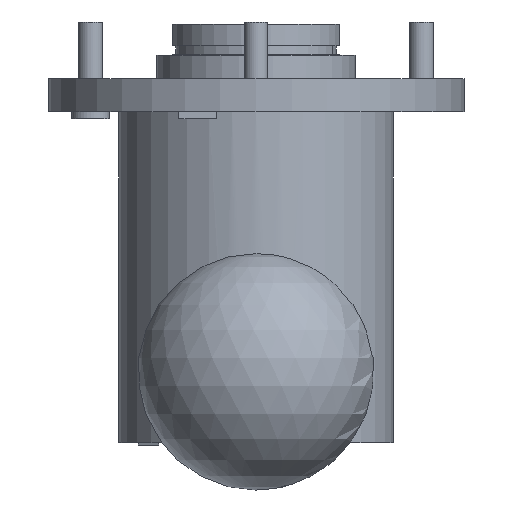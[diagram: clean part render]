
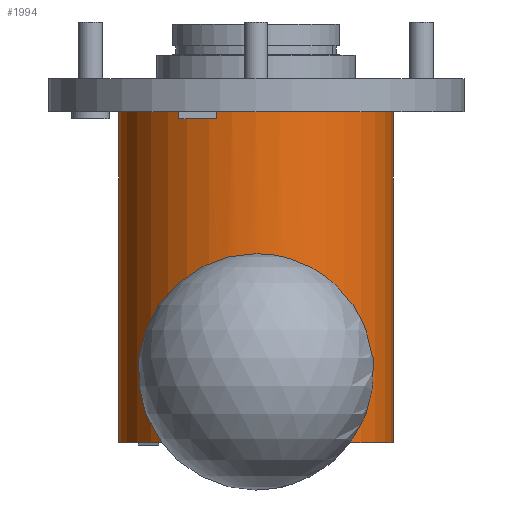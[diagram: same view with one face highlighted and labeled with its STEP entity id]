
A CAD part, left-side view. The second image highlights one B-rep face of the part: STEP entity #1994.
In plain terms, the highlighted cylindrical face has radius 29 mm (diameter 58 mm), a full revolution.
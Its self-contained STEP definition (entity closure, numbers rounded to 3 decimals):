
#51=FACE_BOUND('',#348,.T.);
#52=FACE_BOUND('',#349,.T.);
#53=FACE_BOUND('',#350,.T.);
#86=B_SPLINE_CURVE_WITH_KNOTS('',3,(#2765,#2766,#2767,#2768,#2769,#2770,
#2771,#2772,#2773,#2774,#2775,#2776,#2777,#2778,#2779,#2780,#2781,#2782,
#2783,#2784,#2785,#2786,#2787,#2788,#2789,#2790,#2791,#2792,#2793,#2794,
#2795,#2796,#2797,#2798),.UNSPECIFIED.,.T.,.F.,(4,2,2,2,2,2,2,2,2,2,2,2,
2,2,2,2,4),(0.,0.265,0.53,0.794,1.059,
1.324,1.589,1.854,2.118,2.383,
2.648,2.913,3.178,3.443,3.707,
3.972,4.237),.UNSPECIFIED.);
#87=B_SPLINE_CURVE_WITH_KNOTS('',3,(#2805,#2806,#2807,#2808,#2809,#2810,
#2811,#2812,#2813,#2814,#2815,#2816,#2817,#2818,#2819,#2820,#2821,#2822,
#2823,#2824,#2825,#2826,#2827,#2828,#2829,#2830,#2831,#2832,#2833,#2834,
#2835,#2836,#2837,#2838),.UNSPECIFIED.,.T.,.F.,(4,2,2,2,2,2,2,2,2,2,2,2,
2,2,2,2,4),(0.,0.265,0.53,0.794,1.059,
1.324,1.589,1.854,2.118,2.383,
2.648,2.913,3.178,3.443,3.707,
3.972,4.237),.UNSPECIFIED.);
#142=CIRCLE('',#2124,29.);
#143=CIRCLE('',#2125,29.);
#190=CYLINDRICAL_SURFACE('',#2123,29.);
#221=FACE_OUTER_BOUND('',#347,.T.);
#347=EDGE_LOOP('',(#1291));
#348=EDGE_LOOP('',(#1292));
#349=EDGE_LOOP('',(#1293));
#350=EDGE_LOOP('',(#1294));
#820=VERTEX_POINT('',#2764);
#822=VERTEX_POINT('',#2804);
#833=VERTEX_POINT('',#2892);
#834=VERTEX_POINT('',#2894);
#1005=EDGE_CURVE('',#820,#820,#86,.T.);
#1007=EDGE_CURVE('',#822,#822,#87,.T.);
#1018=EDGE_CURVE('',#833,#833,#142,.T.);
#1019=EDGE_CURVE('',#834,#834,#143,.T.);
#1291=ORIENTED_EDGE('',*,*,#1018,.F.);
#1292=ORIENTED_EDGE('',*,*,#1005,.T.);
#1293=ORIENTED_EDGE('',*,*,#1007,.T.);
#1294=ORIENTED_EDGE('',*,*,#1019,.F.);
#1994=ADVANCED_FACE('',(#221,#51,#52,#53),#190,.T.);
#2123=AXIS2_PLACEMENT_3D('',#2891,#2307,#2308);
#2124=AXIS2_PLACEMENT_3D('',#2893,#2309,#2310);
#2125=AXIS2_PLACEMENT_3D('',#2895,#2311,#2312);
#2307=DIRECTION('center_axis',(0.,0.,-1.));
#2308=DIRECTION('ref_axis',(1.,0.,0.));
#2309=DIRECTION('center_axis',(0.,0.,-1.));
#2310=DIRECTION('ref_axis',(1.,0.,0.));
#2311=DIRECTION('center_axis',(0.,0.,1.));
#2312=DIRECTION('ref_axis',(1.,0.,0.));
#2764=CARTESIAN_POINT('',(-28.142,-7.,-28.25));
#2765=CARTESIAN_POINT('Ctrl Pts',(-28.142,-7.,-28.25));
#2766=CARTESIAN_POINT('Ctrl Pts',(-28.142,-7.,-29.133));
#2767=CARTESIAN_POINT('Ctrl Pts',(-28.188,-6.823,-30.072));
#2768=CARTESIAN_POINT('Ctrl Pts',(-28.352,-6.107,-31.795));
#2769=CARTESIAN_POINT('Ctrl Pts',(-28.467,-5.569,-32.58));
#2770=CARTESIAN_POINT('Ctrl Pts',(-28.682,-4.33,-33.819));
#2771=CARTESIAN_POINT('Ctrl Pts',(-28.795,-3.545,-34.357));
#2772=CARTESIAN_POINT('Ctrl Pts',(-28.956,-1.822,-35.073));
#2773=CARTESIAN_POINT('Ctrl Pts',(-29.,-0.883,-35.25));
#2774=CARTESIAN_POINT('Ctrl Pts',(-29.,0.883,-35.25));
#2775=CARTESIAN_POINT('Ctrl Pts',(-28.956,1.822,-35.073));
#2776=CARTESIAN_POINT('Ctrl Pts',(-28.795,3.545,-34.357));
#2777=CARTESIAN_POINT('Ctrl Pts',(-28.682,4.33,-33.819));
#2778=CARTESIAN_POINT('Ctrl Pts',(-28.467,5.569,-32.58));
#2779=CARTESIAN_POINT('Ctrl Pts',(-28.352,6.107,-31.795));
#2780=CARTESIAN_POINT('Ctrl Pts',(-28.188,6.823,-30.072));
#2781=CARTESIAN_POINT('Ctrl Pts',(-28.142,7.,-29.133));
#2782=CARTESIAN_POINT('Ctrl Pts',(-28.142,7.,-27.367));
#2783=CARTESIAN_POINT('Ctrl Pts',(-28.188,6.823,-26.428));
#2784=CARTESIAN_POINT('Ctrl Pts',(-28.352,6.107,-24.705));
#2785=CARTESIAN_POINT('Ctrl Pts',(-28.467,5.569,-23.92));
#2786=CARTESIAN_POINT('Ctrl Pts',(-28.682,4.33,-22.681));
#2787=CARTESIAN_POINT('Ctrl Pts',(-28.795,3.545,-22.143));
#2788=CARTESIAN_POINT('Ctrl Pts',(-28.956,1.822,-21.427));
#2789=CARTESIAN_POINT('Ctrl Pts',(-29.,0.883,-21.25));
#2790=CARTESIAN_POINT('Ctrl Pts',(-29.,-0.883,-21.25));
#2791=CARTESIAN_POINT('Ctrl Pts',(-28.956,-1.822,-21.427));
#2792=CARTESIAN_POINT('Ctrl Pts',(-28.795,-3.545,-22.143));
#2793=CARTESIAN_POINT('Ctrl Pts',(-28.682,-4.33,-22.681));
#2794=CARTESIAN_POINT('Ctrl Pts',(-28.467,-5.569,-23.92));
#2795=CARTESIAN_POINT('Ctrl Pts',(-28.352,-6.107,-24.705));
#2796=CARTESIAN_POINT('Ctrl Pts',(-28.188,-6.823,-26.428));
#2797=CARTESIAN_POINT('Ctrl Pts',(-28.142,-7.,-27.367));
#2798=CARTESIAN_POINT('Ctrl Pts',(-28.142,-7.,-28.25));
#2804=CARTESIAN_POINT('',(28.142,-7.,-28.25));
#2805=CARTESIAN_POINT('Ctrl Pts',(28.142,-7.,-28.25));
#2806=CARTESIAN_POINT('Ctrl Pts',(28.142,-7.,-27.367));
#2807=CARTESIAN_POINT('Ctrl Pts',(28.188,-6.823,-26.428));
#2808=CARTESIAN_POINT('Ctrl Pts',(28.352,-6.107,-24.705));
#2809=CARTESIAN_POINT('Ctrl Pts',(28.467,-5.569,-23.92));
#2810=CARTESIAN_POINT('Ctrl Pts',(28.682,-4.33,-22.681));
#2811=CARTESIAN_POINT('Ctrl Pts',(28.795,-3.545,-22.143));
#2812=CARTESIAN_POINT('Ctrl Pts',(28.956,-1.822,-21.427));
#2813=CARTESIAN_POINT('Ctrl Pts',(29.,-0.883,-21.25));
#2814=CARTESIAN_POINT('Ctrl Pts',(29.,0.883,-21.25));
#2815=CARTESIAN_POINT('Ctrl Pts',(28.956,1.822,-21.427));
#2816=CARTESIAN_POINT('Ctrl Pts',(28.795,3.545,-22.143));
#2817=CARTESIAN_POINT('Ctrl Pts',(28.682,4.33,-22.681));
#2818=CARTESIAN_POINT('Ctrl Pts',(28.467,5.569,-23.92));
#2819=CARTESIAN_POINT('Ctrl Pts',(28.352,6.107,-24.705));
#2820=CARTESIAN_POINT('Ctrl Pts',(28.188,6.823,-26.428));
#2821=CARTESIAN_POINT('Ctrl Pts',(28.142,7.,-27.367));
#2822=CARTESIAN_POINT('Ctrl Pts',(28.142,7.,-29.133));
#2823=CARTESIAN_POINT('Ctrl Pts',(28.188,6.823,-30.072));
#2824=CARTESIAN_POINT('Ctrl Pts',(28.352,6.107,-31.795));
#2825=CARTESIAN_POINT('Ctrl Pts',(28.467,5.569,-32.58));
#2826=CARTESIAN_POINT('Ctrl Pts',(28.682,4.33,-33.819));
#2827=CARTESIAN_POINT('Ctrl Pts',(28.795,3.545,-34.357));
#2828=CARTESIAN_POINT('Ctrl Pts',(28.956,1.822,-35.073));
#2829=CARTESIAN_POINT('Ctrl Pts',(29.,0.883,-35.25));
#2830=CARTESIAN_POINT('Ctrl Pts',(29.,-0.883,-35.25));
#2831=CARTESIAN_POINT('Ctrl Pts',(28.956,-1.822,-35.073));
#2832=CARTESIAN_POINT('Ctrl Pts',(28.795,-3.545,-34.357));
#2833=CARTESIAN_POINT('Ctrl Pts',(28.682,-4.33,-33.819));
#2834=CARTESIAN_POINT('Ctrl Pts',(28.467,-5.569,-32.58));
#2835=CARTESIAN_POINT('Ctrl Pts',(28.352,-6.107,-31.795));
#2836=CARTESIAN_POINT('Ctrl Pts',(28.188,-6.823,-30.072));
#2837=CARTESIAN_POINT('Ctrl Pts',(28.142,-7.,-29.133));
#2838=CARTESIAN_POINT('Ctrl Pts',(28.142,-7.,-28.25));
#2891=CARTESIAN_POINT('Origin',(0.,0.,26.75));
#2892=CARTESIAN_POINT('',(-29.,0.,-43.25));
#2893=CARTESIAN_POINT('Origin',(0.,0.,-43.25));
#2894=CARTESIAN_POINT('',(-29.,0.,26.75));
#2895=CARTESIAN_POINT('Origin',(0.,0.,26.75));
